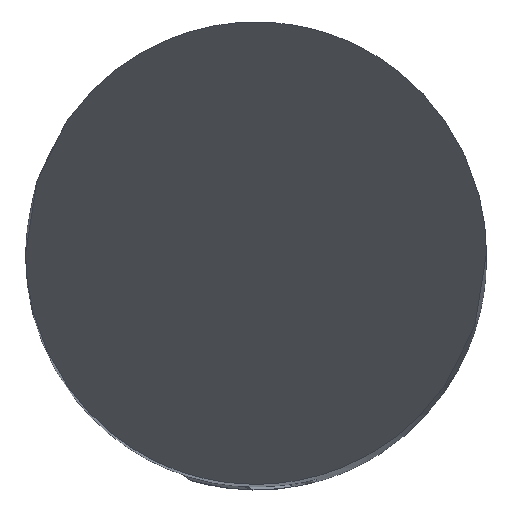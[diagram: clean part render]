
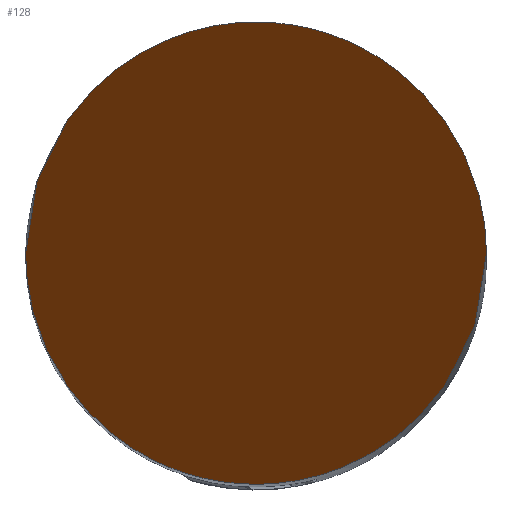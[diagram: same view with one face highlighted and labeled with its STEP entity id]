
A CAD part, top view. The second image highlights one B-rep face of the part: STEP entity #128.
In plain terms, the highlighted planar face has unit normal (0, -0.866, 0.5).
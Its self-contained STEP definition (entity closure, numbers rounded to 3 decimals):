
#55=PLANE('',#689);
#128=ADVANCED_FACE('',(#170),#55,.F.);
#170=FACE_OUTER_BOUND('',#205,.T.);
#205=EDGE_LOOP('',(#341,#342));
#341=ORIENTED_EDGE('',*,*,#518,.F.);
#342=ORIENTED_EDGE('',*,*,#538,.F.);
#457=VERTEX_POINT('',#953);
#458=VERTEX_POINT('',#954);
#518=EDGE_CURVE('',#457,#458,#626,.T.);
#538=EDGE_CURVE('',#458,#457,#629,.T.);
#626=(
BOUNDED_CURVE()
B_SPLINE_CURVE(3,(#949,#950,#951,#952),.UNSPECIFIED.,.F.,.F.)
B_SPLINE_CURVE_WITH_KNOTS((4,4),(0.,1.),.UNSPECIFIED.)
CURVE()
GEOMETRIC_REPRESENTATION_ITEM()
RATIONAL_B_SPLINE_CURVE((1.,0.333,0.333,1.))
REPRESENTATION_ITEM('')
);
#629=(
BOUNDED_CURVE()
B_SPLINE_CURVE(3,(#1025,#1026,#1027,#1028),.UNSPECIFIED.,.F.,.F.)
B_SPLINE_CURVE_WITH_KNOTS((4,4),(0.,1.),.UNSPECIFIED.)
CURVE()
GEOMETRIC_REPRESENTATION_ITEM()
RATIONAL_B_SPLINE_CURVE((1.,0.333,0.333,1.))
REPRESENTATION_ITEM('')
);
#689=AXIS2_PLACEMENT_3D('',#1161,#785,#786);
#785=DIRECTION('',(0.,0.866,-0.5));
#786=DIRECTION('',(0.,0.5,0.866));
#949=CARTESIAN_POINT('',(-2.,0.,0.));
#950=CARTESIAN_POINT('',(-2.,4.,6.928));
#951=CARTESIAN_POINT('',(2.,4.,6.928));
#952=CARTESIAN_POINT('',(2.,0.,0.));
#953=CARTESIAN_POINT('',(-2.,0.,0.));
#954=CARTESIAN_POINT('',(2.,0.,0.));
#1025=CARTESIAN_POINT('',(2.,0.,0.));
#1026=CARTESIAN_POINT('',(2.,-4.,-6.928));
#1027=CARTESIAN_POINT('',(-2.,-4.,-6.928));
#1028=CARTESIAN_POINT('',(-2.,0.,0.));
#1161=CARTESIAN_POINT('',(2.,-2.,-3.464));
